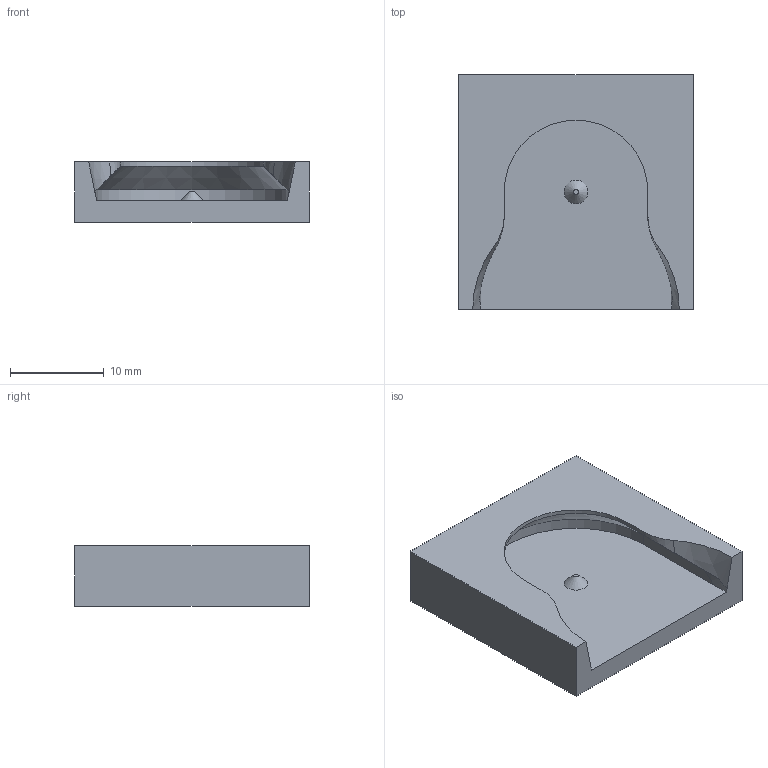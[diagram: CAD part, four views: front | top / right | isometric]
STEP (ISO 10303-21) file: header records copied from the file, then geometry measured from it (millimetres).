
FILE_DESCRIPTION(/* description */ ('HOOPS Exchange Step'),/* implementation_level */ '2;1');
FILE_NAME(/* name */ 'quick-connect-top-back.step',/* time_stamp */ '2025-11-07T16:54:25-06:00',/* author */ (''),/* organization */ (''),/* preprocessor_version */ 'ST-DEVELOPER v20.1',/* originating_system */ 'Autodesk Translation Framework v14.17.0.0',/* authorisation */ '');
FILE_SCHEMA (('AUTOMOTIVE_DESIGN { 1 0 10303 214 3 1 1 }'));
Length unit declared in the file: millimetre
Products named in the file (1): Quick Connect Top Back
Bounding box: 25 x 25 x 6.4 mm (x, y, z)
Volume: 2450.3 mm3; surface area: 2168.2 mm2
Topology: 1 solids, 1 shells, 24 faces, 59 edges, 38 vertices
Faces by surface type: plane 14, cone 4, bspline 4, cylinder 2
Entity records: 1185 total; most frequent: CARTESIAN_POINT 608, ORIENTED_EDGE 118, DIRECTION 97, EDGE_CURVE 59, VERTEX_POINT 38, AXIS2_PLACEMENT_3D 33, LINE 31, VECTOR 31
